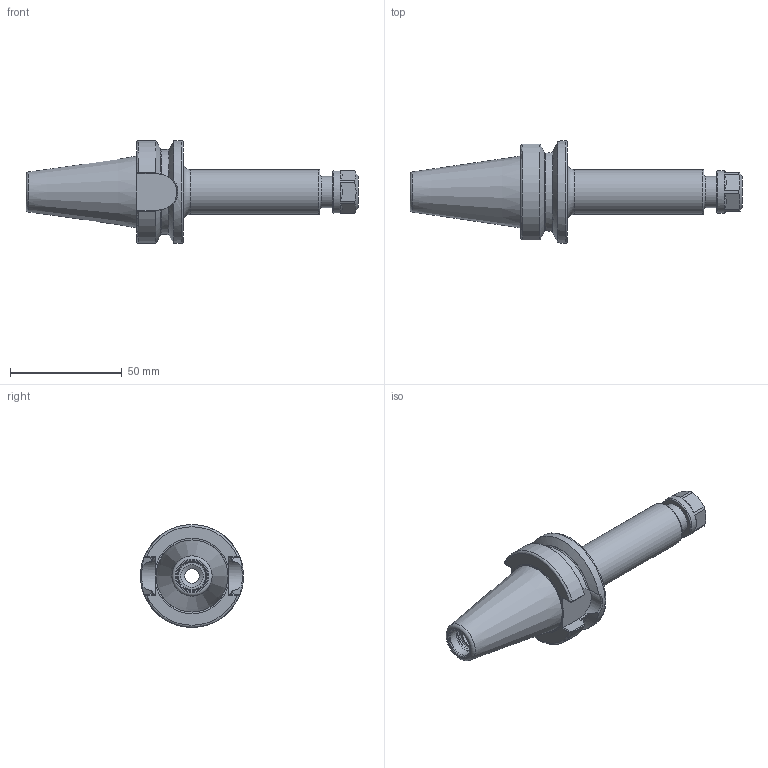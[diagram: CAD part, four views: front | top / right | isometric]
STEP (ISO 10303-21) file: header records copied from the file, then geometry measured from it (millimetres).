
FILE_DESCRIPTION(/* description */ (''),/* implementation_level */ '2;1');
FILE_NAME(/* name */ 'DBT30-ER11H-100.stp',/* time_stamp */ '2019-06-12T09:03:36-05:00',/* author */ ('ldfli'),/* organization */ (''),/* preprocessor_version */ 'ST-DEVELOPER v18',/* originating_system */ 'Autodesk Inventor LT',/* authorisation */ '');
FILE_SCHEMA (('AUTOMOTIVE_DESIGN { 1 0 10303 214 3 1 1 }'));
Length unit declared in the file: millimetre
Products named in the file (1): DBT30-ER11H-100
Bounding box: 148.4 x 46 x 46 mm (x, y, z)
Volume: 68004.7 mm3; surface area: 19372.1 mm2
Topology: 2 solids, 2 shells, 119 faces, 354 edges, 247 vertices
Faces by surface type: plane 44, cone 23, cylinder 21, torus 21, bspline 10
Full cylindrical faces by diameter (mm): 6.647 x1, 8.15 x1, 8.662 x1, 10.106 x1, 10.2 x1, 12.4 x1, 12.5 x1, 13.1 x1, 13.25 x1, 14 x1, 14.8 x1, 19 x1, 20 x1, 31.987 x1, 46 x1
Entity records: 4684 total; most frequent: CARTESIAN_POINT 1434, ORIENTED_EDGE 708, DIRECTION 680, EDGE_CURVE 354, AXIS2_PLACEMENT_3D 291, VERTEX_POINT 247, CIRCLE 181, EDGE_LOOP 131
